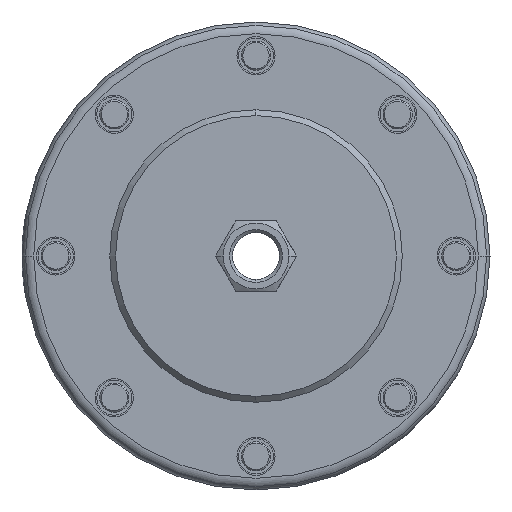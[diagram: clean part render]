
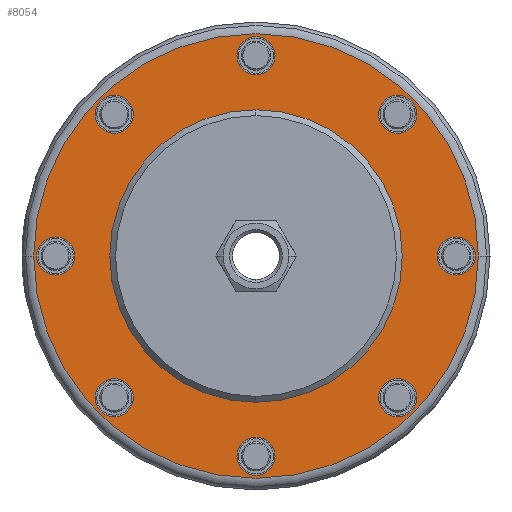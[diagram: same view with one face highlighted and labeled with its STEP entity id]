
A CAD part, left-side view. The second image highlights one B-rep face of the part: STEP entity #8054.
In plain terms, the highlighted planar face has unit normal (-1, 0, 0).
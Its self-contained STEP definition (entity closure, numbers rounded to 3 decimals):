
#6898=CARTESIAN_POINT('',(-135.,0.,0.));
#6899=DIRECTION('',(-1.,0.,0.));
#6900=DIRECTION('',(0.,1.,0.));
#6901=AXIS2_PLACEMENT_3D('',#6898,#6899,#6900);
#6903=CARTESIAN_POINT('',(-135.,0.,0.));
#6904=DIRECTION('',(-1.,0.,0.));
#6905=DIRECTION('',(0.,-1.,0.));
#6906=AXIS2_PLACEMENT_3D('',#6903,#6904,#6905);
#6908=CARTESIAN_POINT('',(-135.,48.437,-48.437));
#6909=DIRECTION('',(1.,0.,0.));
#6910=DIRECTION('',(0.,-0.707,0.707));
#6911=AXIS2_PLACEMENT_3D('',#6908,#6909,#6910);
#6913=CARTESIAN_POINT('',(-135.,48.437,-48.437));
#6914=DIRECTION('',(1.,0.,0.));
#6915=DIRECTION('',(0.,0.707,-0.707));
#6916=AXIS2_PLACEMENT_3D('',#6913,#6914,#6915);
#6918=CARTESIAN_POINT('',(-135.,0.,-68.5));
#6919=DIRECTION('',(1.,0.,0.));
#6920=DIRECTION('',(0.,0.,1.));
#6921=AXIS2_PLACEMENT_3D('',#6918,#6919,#6920);
#6923=CARTESIAN_POINT('',(-135.,0.,-68.5));
#6924=DIRECTION('',(1.,0.,0.));
#6925=DIRECTION('',(0.,0.,-1.));
#6926=AXIS2_PLACEMENT_3D('',#6923,#6924,#6925);
#6928=CARTESIAN_POINT('',(-135.,-48.437,-48.437));
#6929=DIRECTION('',(1.,0.,0.));
#6930=DIRECTION('',(0.,0.707,0.707));
#6931=AXIS2_PLACEMENT_3D('',#6928,#6929,#6930);
#6933=CARTESIAN_POINT('',(-135.,-48.437,-48.437));
#6934=DIRECTION('',(1.,0.,0.));
#6935=DIRECTION('',(0.,-0.707,-0.707));
#6936=AXIS2_PLACEMENT_3D('',#6933,#6934,#6935);
#6938=CARTESIAN_POINT('',(-135.,-68.5,0.));
#6939=DIRECTION('',(1.,0.,0.));
#6940=DIRECTION('',(0.,1.,0.));
#6941=AXIS2_PLACEMENT_3D('',#6938,#6939,#6940);
#6943=CARTESIAN_POINT('',(-135.,-68.5,0.));
#6944=DIRECTION('',(1.,0.,0.));
#6945=DIRECTION('',(0.,-1.,0.));
#6946=AXIS2_PLACEMENT_3D('',#6943,#6944,#6945);
#6948=CARTESIAN_POINT('',(-135.,-48.437,48.437));
#6949=DIRECTION('',(1.,0.,0.));
#6950=DIRECTION('',(0.,0.707,-0.707));
#6951=AXIS2_PLACEMENT_3D('',#6948,#6949,#6950);
#6953=CARTESIAN_POINT('',(-135.,-48.437,48.437));
#6954=DIRECTION('',(1.,0.,0.));
#6955=DIRECTION('',(0.,-0.707,0.707));
#6956=AXIS2_PLACEMENT_3D('',#6953,#6954,#6955);
#6958=CARTESIAN_POINT('',(-135.,0.,68.5));
#6959=DIRECTION('',(1.,0.,0.));
#6960=DIRECTION('',(0.,0.,-1.));
#6961=AXIS2_PLACEMENT_3D('',#6958,#6959,#6960);
#6963=CARTESIAN_POINT('',(-135.,0.,68.5));
#6964=DIRECTION('',(1.,0.,0.));
#6965=DIRECTION('',(0.,0.,1.));
#6966=AXIS2_PLACEMENT_3D('',#6963,#6964,#6965);
#6968=CARTESIAN_POINT('',(-135.,48.437,48.437));
#6969=DIRECTION('',(1.,0.,0.));
#6970=DIRECTION('',(0.,-0.707,-0.707));
#6971=AXIS2_PLACEMENT_3D('',#6968,#6969,#6970);
#6973=CARTESIAN_POINT('',(-135.,48.437,48.437));
#6974=DIRECTION('',(1.,0.,0.));
#6975=DIRECTION('',(0.,0.707,0.707));
#6976=AXIS2_PLACEMENT_3D('',#6973,#6974,#6975);
#6978=CARTESIAN_POINT('',(-135.,68.5,0.));
#6979=DIRECTION('',(1.,0.,0.));
#6980=DIRECTION('',(0.,1.,0.));
#6981=AXIS2_PLACEMENT_3D('',#6978,#6979,#6980);
#6983=CARTESIAN_POINT('',(-135.,68.5,0.));
#6984=DIRECTION('',(1.,0.,0.));
#6985=DIRECTION('',(0.,-1.,0.));
#6986=AXIS2_PLACEMENT_3D('',#6983,#6984,#6985);
#6988=CARTESIAN_POINT('',(-135.,0.,0.));
#6989=DIRECTION('',(1.,0.,0.));
#6990=DIRECTION('',(0.,-1.,0.));
#6991=AXIS2_PLACEMENT_3D('',#6988,#6989,#6990);
#6993=CARTESIAN_POINT('',(-135.,0.,0.));
#6994=DIRECTION('',(1.,0.,0.));
#6995=DIRECTION('',(0.,1.,0.));
#6996=AXIS2_PLACEMENT_3D('',#6993,#6994,#6995);
#7741=CARTESIAN_POINT('',(-135.,-45.,0.));
#7743=VERTEX_POINT('',#7741);
#7745=CARTESIAN_POINT('',(-135.,45.,0.));
#7747=VERTEX_POINT('',#7745);
#7757=CARTESIAN_POINT('',(-135.,53.033,-53.033));
#7759=VERTEX_POINT('',#7757);
#7761=CARTESIAN_POINT('',(-135.,43.841,-43.841));
#7763=VERTEX_POINT('',#7761);
#7801=CARTESIAN_POINT('',(-135.,53.033,53.033));
#7803=VERTEX_POINT('',#7801);
#7805=CARTESIAN_POINT('',(-135.,43.841,43.841));
#7807=VERTEX_POINT('',#7805);
#7809=CARTESIAN_POINT('',(-135.,-53.033,53.033));
#7811=VERTEX_POINT('',#7809);
#7813=CARTESIAN_POINT('',(-135.,-43.841,43.841));
#7815=VERTEX_POINT('',#7813);
#7873=CARTESIAN_POINT('',(-135.,0.,75.));
#7875=VERTEX_POINT('',#7873);
#7877=CARTESIAN_POINT('',(-135.,0.,62.));
#7879=VERTEX_POINT('',#7877);
#7881=CARTESIAN_POINT('',(-135.,75.,0.));
#7883=VERTEX_POINT('',#7881);
#7885=CARTESIAN_POINT('',(-135.,62.,0.));
#7887=VERTEX_POINT('',#7885);
#7889=CARTESIAN_POINT('',(-135.,-75.,0.));
#7891=VERTEX_POINT('',#7889);
#7893=CARTESIAN_POINT('',(-135.,-62.,0.));
#7895=VERTEX_POINT('',#7893);
#7935=CARTESIAN_POINT('',(-135.,-53.033,-53.033));
#7937=VERTEX_POINT('',#7935);
#7939=CARTESIAN_POINT('',(-135.,-43.841,-43.841));
#7941=VERTEX_POINT('',#7939);
#7942=CARTESIAN_POINT('',(-135.,76.,0.));
#7944=VERTEX_POINT('',#7942);
#7948=CARTESIAN_POINT('',(-135.,-76.,0.));
#7949=VERTEX_POINT('',#7948);
#7965=CARTESIAN_POINT('',(-135.,0.,-75.));
#7967=VERTEX_POINT('',#7965);
#7969=CARTESIAN_POINT('',(-135.,0.,-62.));
#7971=VERTEX_POINT('',#7969);
#7990=CARTESIAN_POINT('',(-135.,-79.75,0.));
#7991=DIRECTION('',(1.,0.,0.));
#7992=DIRECTION('',(0.,0.,-1.));
#7993=AXIS2_PLACEMENT_3D('',#7990,#7991,#7992);
#7994=PLANE('',#7993);
#7996=ORIENTED_EDGE('',*,*,#7995,.F.);
#7998=ORIENTED_EDGE('',*,*,#7997,.F.);
#7999=EDGE_LOOP('',(#7996,#7998));
#8000=FACE_OUTER_BOUND('',#7999,.F.);
#8002=ORIENTED_EDGE('',*,*,#8001,.F.);
#8004=ORIENTED_EDGE('',*,*,#8003,.F.);
#8005=EDGE_LOOP('',(#8002,#8004));
#8006=FACE_BOUND('',#8005,.F.);
#8008=ORIENTED_EDGE('',*,*,#8007,.F.);
#8010=ORIENTED_EDGE('',*,*,#8009,.F.);
#8011=EDGE_LOOP('',(#8008,#8010));
#8012=FACE_BOUND('',#8011,.F.);
#8014=ORIENTED_EDGE('',*,*,#8013,.F.);
#8016=ORIENTED_EDGE('',*,*,#8015,.F.);
#8017=EDGE_LOOP('',(#8014,#8016));
#8018=FACE_BOUND('',#8017,.F.);
#8020=ORIENTED_EDGE('',*,*,#8019,.F.);
#8022=ORIENTED_EDGE('',*,*,#8021,.F.);
#8023=EDGE_LOOP('',(#8020,#8022));
#8024=FACE_BOUND('',#8023,.F.);
#8026=ORIENTED_EDGE('',*,*,#8025,.F.);
#8028=ORIENTED_EDGE('',*,*,#8027,.F.);
#8029=EDGE_LOOP('',(#8026,#8028));
#8030=FACE_BOUND('',#8029,.F.);
#8032=ORIENTED_EDGE('',*,*,#8031,.F.);
#8034=ORIENTED_EDGE('',*,*,#8033,.F.);
#8035=EDGE_LOOP('',(#8032,#8034));
#8036=FACE_BOUND('',#8035,.F.);
#8038=ORIENTED_EDGE('',*,*,#8037,.F.);
#8040=ORIENTED_EDGE('',*,*,#8039,.F.);
#8041=EDGE_LOOP('',(#8038,#8040));
#8042=FACE_BOUND('',#8041,.F.);
#8044=ORIENTED_EDGE('',*,*,#8043,.F.);
#8046=ORIENTED_EDGE('',*,*,#8045,.F.);
#8047=EDGE_LOOP('',(#8044,#8046));
#8048=FACE_BOUND('',#8047,.F.);
#8050=ORIENTED_EDGE('',*,*,#8049,.F.);
#8051=ORIENTED_EDGE('',*,*,#7977,.F.);
#8052=EDGE_LOOP('',(#8050,#8051));
#8053=FACE_BOUND('',#8052,.F.);
#8054=ADVANCED_FACE('',(#8000,#8006,#8012,#8018,#8024,#8030,#8036,#8042,#8048,
#8053),#7994,.F.);
#6902=CIRCLE('',#6901,76.);
#6907=CIRCLE('',#6906,76.);
#6912=CIRCLE('',#6911,6.5);
#6917=CIRCLE('',#6916,6.5);
#6922=CIRCLE('',#6921,6.5);
#6927=CIRCLE('',#6926,6.5);
#6932=CIRCLE('',#6931,6.5);
#6937=CIRCLE('',#6936,6.5);
#6942=CIRCLE('',#6941,6.5);
#6947=CIRCLE('',#6946,6.5);
#6952=CIRCLE('',#6951,6.5);
#6957=CIRCLE('',#6956,6.5);
#6962=CIRCLE('',#6961,6.5);
#6967=CIRCLE('',#6966,6.5);
#6972=CIRCLE('',#6971,6.5);
#6977=CIRCLE('',#6976,6.5);
#6982=CIRCLE('',#6981,6.5);
#6987=CIRCLE('',#6986,6.5);
#6992=CIRCLE('',#6991,45.);
#6997=CIRCLE('',#6996,45.);
#7977=EDGE_CURVE('',#7747,#7743,#6997,.T.);
#7995=EDGE_CURVE('',#7944,#7949,#6902,.T.);
#7997=EDGE_CURVE('',#7949,#7944,#6907,.T.);
#8001=EDGE_CURVE('',#7763,#7759,#6912,.T.);
#8003=EDGE_CURVE('',#7759,#7763,#6917,.T.);
#8007=EDGE_CURVE('',#7971,#7967,#6922,.T.);
#8009=EDGE_CURVE('',#7967,#7971,#6927,.T.);
#8013=EDGE_CURVE('',#7941,#7937,#6932,.T.);
#8015=EDGE_CURVE('',#7937,#7941,#6937,.T.);
#8019=EDGE_CURVE('',#7895,#7891,#6942,.T.);
#8021=EDGE_CURVE('',#7891,#7895,#6947,.T.);
#8025=EDGE_CURVE('',#7815,#7811,#6952,.T.);
#8027=EDGE_CURVE('',#7811,#7815,#6957,.T.);
#8031=EDGE_CURVE('',#7879,#7875,#6962,.T.);
#8033=EDGE_CURVE('',#7875,#7879,#6967,.T.);
#8037=EDGE_CURVE('',#7807,#7803,#6972,.T.);
#8039=EDGE_CURVE('',#7803,#7807,#6977,.T.);
#8043=EDGE_CURVE('',#7883,#7887,#6982,.T.);
#8045=EDGE_CURVE('',#7887,#7883,#6987,.T.);
#8049=EDGE_CURVE('',#7743,#7747,#6992,.T.);
